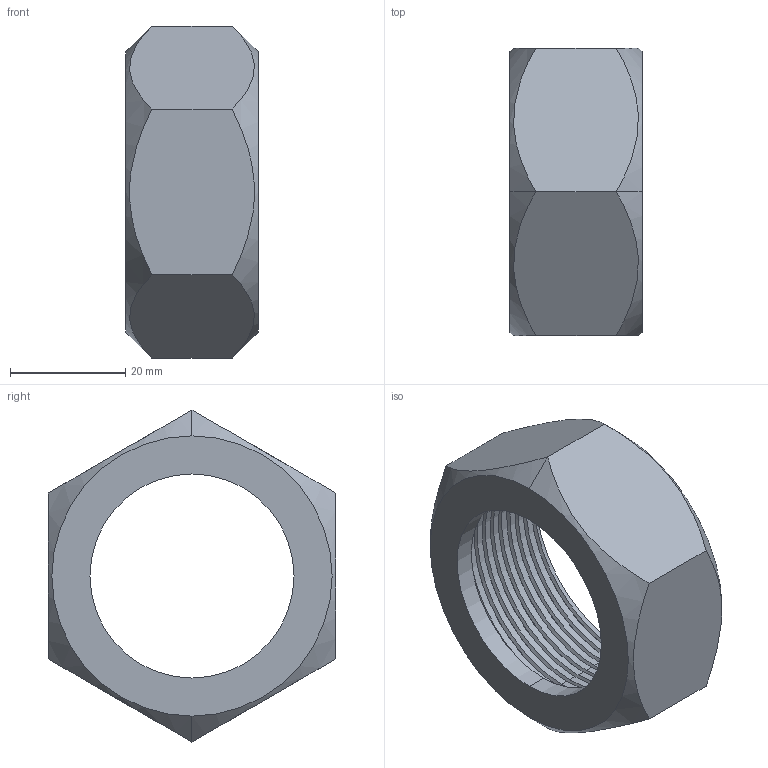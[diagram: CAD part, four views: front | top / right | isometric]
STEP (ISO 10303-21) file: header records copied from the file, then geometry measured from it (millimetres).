
FILE_DESCRIPTION (( 'STEP AP203' ), '1' );
FILE_NAME ('3D_R131M_1 3-8_17102750.STEP', '2024-08-15T07:44:28', ( '' ), ( '' ), 'SwSTEP 2.0', 'SolidWorks 2024', '' );
FILE_SCHEMA (( 'CONFIG_CONTROL_DESIGN' ));
Length unit declared in the file: millimetre
Products named in the file (1): 3D_R131M_1 3-8_17102750
Bounding box: 23 x 50 x 57.73 mm (x, y, z)
Volume: 17430.9 mm3; surface area: 9783.1 mm2
Topology: 1 solids, 1 shells, 41 faces, 107 edges, 69 vertices
Faces by surface type: cylinder 23, plane 10, cone 4, bspline 4
Entity records: 3907 total; most frequent: CARTESIAN_POINT 2993, ORIENTED_EDGE 214, DIRECTION 134, EDGE_CURVE 107, VERTEX_POINT 69, AXIS2_PLACEMENT_3D 51, EDGE_LOOP 44, ADVANCED_FACE 41
